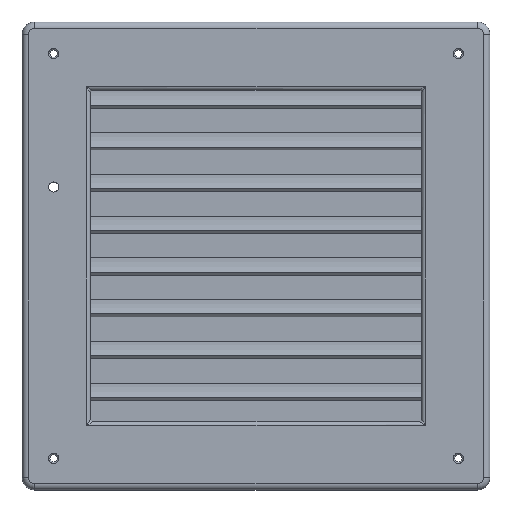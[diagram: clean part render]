
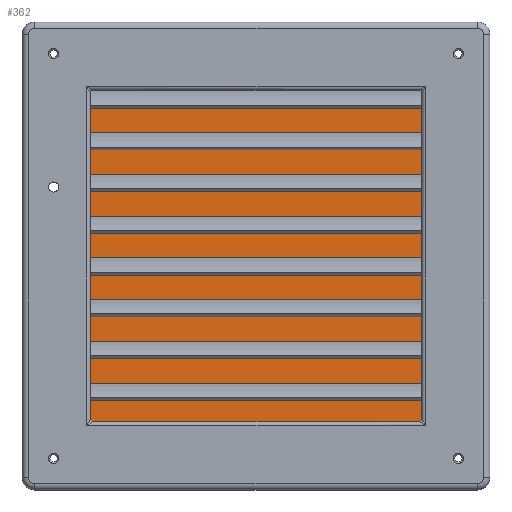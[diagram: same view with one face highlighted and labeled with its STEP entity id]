
A CAD part, top view. The second image highlights one B-rep face of the part: STEP entity #362.
In plain terms, the highlighted planar face has unit normal (0, 0, 1).
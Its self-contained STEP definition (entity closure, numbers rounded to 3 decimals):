
#32 = DIRECTION ( 'NONE',  ( -1., 0., 0. ) ) ;
#34 = CARTESIAN_POINT ( 'NONE',  ( 131., 131., 2. ) ) ;
#362 = ADVANCED_FACE ( 'NONE', ( #1667 ), #1038, .F. ) ;
#670 = CARTESIAN_POINT ( 'NONE',  ( -131., -129., 2. ) ) ;
#720 = CARTESIAN_POINT ( 'NONE',  ( 131., -129., 2. ) ) ;
#738 = DIRECTION ( 'NONE',  ( -1., 0., 0. ) ) ;
#740 = DIRECTION ( 'NONE',  ( 0., 0., 1. ) ) ;
#741 = CARTESIAN_POINT ( 'NONE',  ( -129., -129., 2. ) ) ;
#749 = DIRECTION ( 'NONE',  ( -1., 0., 0. ) ) ;
#750 = DIRECTION ( 'NONE',  ( 0., 0., 1. ) ) ;
#751 = CARTESIAN_POINT ( 'NONE',  ( -129., 129., 2. ) ) ;
#784 = DIRECTION ( 'NONE',  ( -1., 0., 0. ) ) ;
#789 = DIRECTION ( 'NONE',  ( 0., 0., 1. ) ) ;
#790 = CARTESIAN_POINT ( 'NONE',  ( 129., 129., 2. ) ) ;
#915 = DIRECTION ( 'NONE',  ( -1., 0., 0. ) ) ;
#917 = DIRECTION ( 'NONE',  ( 0., 0., -1. ) ) ;
#988 = CARTESIAN_POINT ( 'NONE',  ( 175., -175., 2. ) ) ;
#1038 = PLANE ( 'NONE',  #3441 ) ;
#1492 = EDGE_CURVE ( 'NONE', #3176, #3103, #4296, .T. ) ;
#1496 = EDGE_CURVE ( 'NONE', #3104, #3095, #4299, .T. ) ;
#1498 = EDGE_CURVE ( 'NONE', #1817, #3179, #4297, .T. ) ;
#1571 = ORIENTED_EDGE ( 'NONE', *, *, #1496, .T. ) ;
#1572 = ORIENTED_EDGE ( 'NONE', *, *, #2840, .T. ) ;
#1573 = ORIENTED_EDGE ( 'NONE', *, *, #1492, .T. ) ;
#1574 = ORIENTED_EDGE ( 'NONE', *, *, #2852, .T. ) ;
#1575 = ORIENTED_EDGE ( 'NONE', *, *, #2900, .T. ) ;
#1576 = ORIENTED_EDGE ( 'NONE', *, *, #2904, .T. ) ;
#1577 = ORIENTED_EDGE ( 'NONE', *, *, #1498, .T. ) ;
#1578 = ORIENTED_EDGE ( 'NONE', *, *, #2915, .T. ) ;
#1667 = FACE_OUTER_BOUND ( 'NONE', #1979, .T. ) ;
#1777 = VERTEX_POINT ( 'NONE', #720 ) ;
#1817 = VERTEX_POINT ( 'NONE', #670 ) ;
#1979 = EDGE_LOOP ( 'NONE', ( #1578, #1577, #1576, #1575, #1574, #1573, #1572, #1571 ) ) ;
#2668 = CARTESIAN_POINT ( 'NONE',  ( -129., 131., 2. ) ) ;
#2751 = CARTESIAN_POINT ( 'NONE',  ( -129., -131., 2. ) ) ;
#2756 = CARTESIAN_POINT ( 'NONE',  ( 131., 129., 2. ) ) ;
#2816 = CARTESIAN_POINT ( 'NONE',  ( 129., -131., 2. ) ) ;
#2821 = CARTESIAN_POINT ( 'NONE',  ( 129., 131., 2. ) ) ;
#2840 = EDGE_CURVE ( 'NONE', #3103, #3104, #4222, .T. ) ;
#2852 = EDGE_CURVE ( 'NONE', #1777, #3176, #3850, .T. ) ;
#2900 = EDGE_CURVE ( 'NONE', #3117, #1777, #3928, .T. ) ;
#2904 = EDGE_CURVE ( 'NONE', #3179, #3117, #3946, .T. ) ;
#2915 = EDGE_CURVE ( 'NONE', #3095, #1817, #3964, .T. ) ;
#3095 = VERTEX_POINT ( 'NONE', #4494 ) ;
#3103 = VERTEX_POINT ( 'NONE', #2821 ) ;
#3104 = VERTEX_POINT ( 'NONE', #2668 ) ;
#3117 = VERTEX_POINT ( 'NONE', #2816 ) ;
#3176 = VERTEX_POINT ( 'NONE', #2756 ) ;
#3179 = VERTEX_POINT ( 'NONE', #2751 ) ;
#3441 = AXIS2_PLACEMENT_3D ( 'NONE', #988, #917, #915 ) ;
#3540 = AXIS2_PLACEMENT_3D ( 'NONE', #790, #789, #784 ) ;
#3542 = AXIS2_PLACEMENT_3D ( 'NONE', #751, #750, #749 ) ;
#3544 = AXIS2_PLACEMENT_3D ( 'NONE', #741, #740, #738 ) ;
#3850 = LINE ( 'NONE', #4557, #3851 ) ;
#3851 = VECTOR ( 'NONE', #4556, 1000. ) ;
#3928 = CIRCLE ( 'NONE', #4053, 2. ) ;
#3946 = LINE ( 'NONE', #4555, #3949 ) ;
#3949 = VECTOR ( 'NONE', #4553, 1000. ) ;
#3964 = LINE ( 'NONE', #4517, #3967 ) ;
#3967 = VECTOR ( 'NONE', #4516, 1000. ) ;
#4053 = AXIS2_PLACEMENT_3D ( 'NONE', #4569, #4568, #4567 ) ;
#4222 = LINE ( 'NONE', #34, #4225 ) ;
#4225 = VECTOR ( 'NONE', #32, 1000. ) ;
#4296 = CIRCLE ( 'NONE', #3540, 2. ) ;
#4297 = CIRCLE ( 'NONE', #3544, 2. ) ;
#4299 = CIRCLE ( 'NONE', #3542, 2. ) ;
#4494 = CARTESIAN_POINT ( 'NONE',  ( -131., 129., 2. ) ) ;
#4516 = DIRECTION ( 'NONE',  ( 0., -1., 0. ) ) ;
#4517 = CARTESIAN_POINT ( 'NONE',  ( -131., 131., 2. ) ) ;
#4553 = DIRECTION ( 'NONE',  ( 1., 0., 0. ) ) ;
#4555 = CARTESIAN_POINT ( 'NONE',  ( 131., -131., 2. ) ) ;
#4556 = DIRECTION ( 'NONE',  ( 0., 1., 0. ) ) ;
#4557 = CARTESIAN_POINT ( 'NONE',  ( 131., 131., 2. ) ) ;
#4567 = DIRECTION ( 'NONE',  ( -1., 0., 0. ) ) ;
#4568 = DIRECTION ( 'NONE',  ( 0., 0., 1. ) ) ;
#4569 = CARTESIAN_POINT ( 'NONE',  ( 129., -129., 2. ) ) ;
